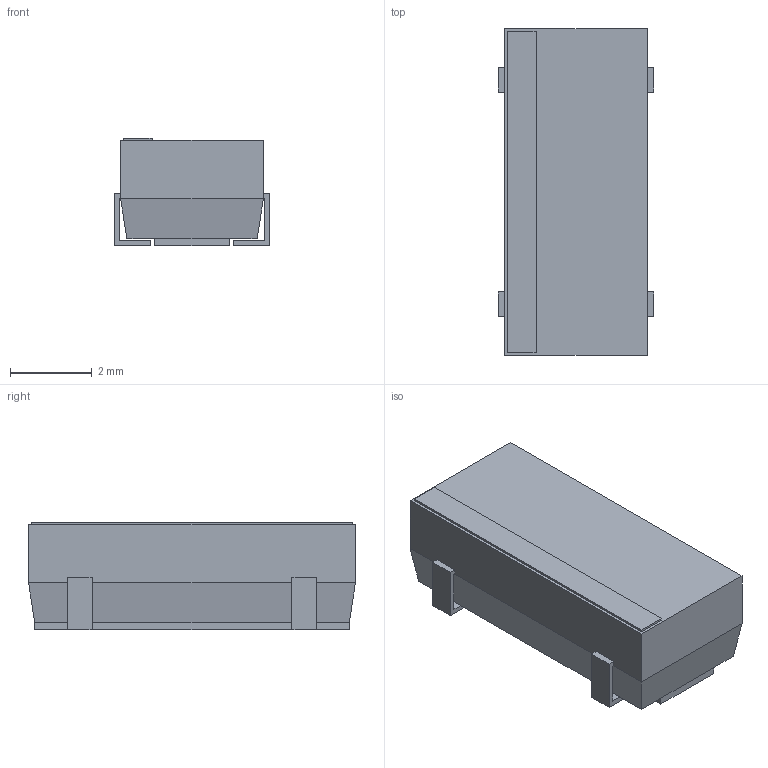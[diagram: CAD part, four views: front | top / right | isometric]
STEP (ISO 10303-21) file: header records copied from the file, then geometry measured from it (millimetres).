
FILE_DESCRIPTION(('STEP AP214'),'1');
FILE_NAME('G4_SMD _X-TAL_DIO','2024-05-11T01:25:39',(''),(''),'','','');
FILE_SCHEMA(('AUTOMOTIVE_DESIGN'));
Length unit declared in the file: millimetre
Products named in the file (1): product
Bounding box: 3.81 x 8 x 2.64 mm (x, y, z)
Volume: 69.2 mm3; surface area: 135.8 mm2
Topology: 6 solids, 6 shells, 62 faces, 142 edges, 92 vertices
Faces by surface type: plane 62
Entity records: 1780 total; most frequent: ORIENTED_EDGE 284, DIRECTION 268, CARTESIAN_POINT 155, EDGE_CURVE 142, LINE 142, VECTOR 142, VERTEX_POINT 92, AXIS2_PLACEMENT_3D 63
